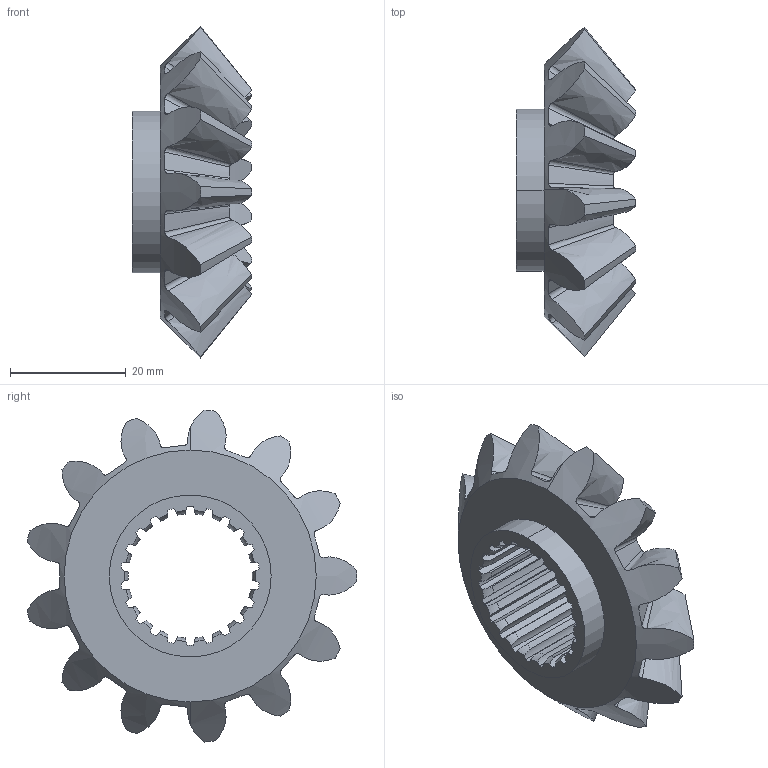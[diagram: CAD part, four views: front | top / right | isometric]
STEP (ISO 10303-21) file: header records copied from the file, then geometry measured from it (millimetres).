
FILE_DESCRIPTION (( 'STEP AP214' ), '1' );
FILE_NAME ('Part 4 (gear 1) step.STEP', '2025-04-09T23:22:01', ( '' ), ( '' ), 'SwSTEP 2.0', 'SolidWorks 2022', '' );
FILE_SCHEMA (( 'AUTOMOTIVE_DESIGN' ));
Length unit declared in the file: millimetre
Products named in the file (1): Part 4 (gear 1) step
Bounding box: 20.65 x 57.03 x 57.43 mm (x, y, z)
Volume: 15240.2 mm3; surface area: 8220.4 mm2
Topology: 1 solids, 1 shells, 204 faces, 603 edges, 402 vertices
Faces by surface type: cylinder 97, bspline 65, torus 22, cone 17, plane 3
Entity records: 9227 total; most frequent: CARTESIAN_POINT 3209, ORIENTED_EDGE 1206, DIRECTION 917, EDGE_CURVE 603, VERTEX_POINT 402, AXIS2_PLACEMENT_3D 382, CIRCLE 242, B_SPLINE_CURVE_WITH_KNOTS 208
